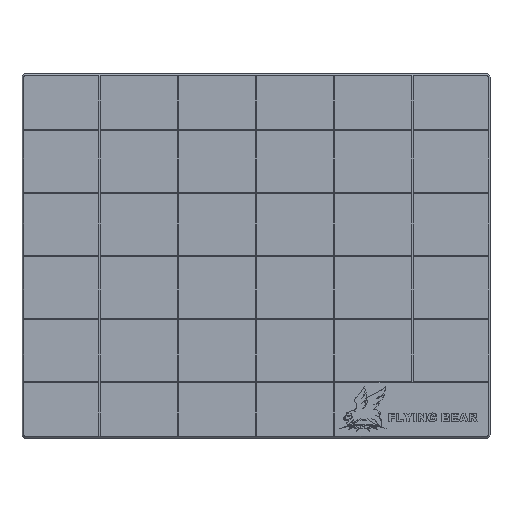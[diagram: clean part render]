
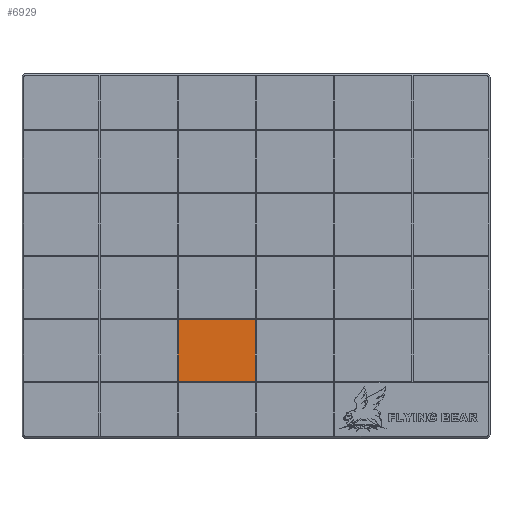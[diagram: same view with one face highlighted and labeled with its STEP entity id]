
A CAD part, top view. The second image highlights one B-rep face of the part: STEP entity #6929.
In plain terms, the highlighted planar face has unit normal (0, 0, 1).
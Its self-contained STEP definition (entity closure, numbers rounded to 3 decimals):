
#703=FACE_OUTER_BOUND('',#1108,.T.);
#1108=EDGE_LOOP('',(#5695,#5696,#5697,#5698));
#1680=LINE('',#13615,#2487);
#1817=LINE('',#13910,#2624);
#1828=LINE('',#13932,#2635);
#1829=LINE('',#13933,#2636);
#2487=VECTOR('',#8092,10.);
#2624=VECTOR('',#8315,10.);
#2635=VECTOR('',#8336,10.);
#2636=VECTOR('',#8337,10.);
#3273=VERTEX_POINT('',#13611);
#3275=VERTEX_POINT('',#13614);
#3390=VERTEX_POINT('',#13908);
#3396=VERTEX_POINT('',#13931);
#4063=EDGE_CURVE('',#3275,#3273,#1680,.T.);
#4202=EDGE_CURVE('',#3273,#3390,#1817,.T.);
#4213=EDGE_CURVE('',#3390,#3396,#1828,.T.);
#4214=EDGE_CURVE('',#3396,#3275,#1829,.T.);
#5695=ORIENTED_EDGE('',*,*,#4063,.T.);
#5696=ORIENTED_EDGE('',*,*,#4202,.T.);
#5697=ORIENTED_EDGE('',*,*,#4213,.T.);
#5698=ORIENTED_EDGE('',*,*,#4214,.T.);
#6560=PLANE('',#7243);
#6929=ADVANCED_FACE('',(#703),#6560,.T.);
#7243=AXIS2_PLACEMENT_3D('',#13930,#8334,#8335);
#8092=DIRECTION('',(0.,-1.,0.));
#8315=DIRECTION('',(1.,0.,0.));
#8334=DIRECTION('center_axis',(0.,0.,1.));
#8335=DIRECTION('ref_axis',(1.,0.,0.));
#8336=DIRECTION('',(0.,1.,0.));
#8337=DIRECTION('',(-1.,0.,0.));
#13611=CARTESIAN_POINT('',(-45.65,-73.65,4.));
#13614=CARTESIAN_POINT('',(-45.65,-37.35,4.));
#13615=CARTESIAN_POINT('',(-45.65,-53.,4.));
#13908=CARTESIAN_POINT('',(-0.35,-73.65,4.));
#13910=CARTESIAN_POINT('',(68.25,-73.65,4.));
#13930=CARTESIAN_POINT('Origin',(0.,0.,
4.));
#13931=CARTESIAN_POINT('',(-0.35,-37.35,4.));
#13932=CARTESIAN_POINT('',(-0.35,53.,4.));
#13933=CARTESIAN_POINT('',(-68.25,-37.35,4.));
